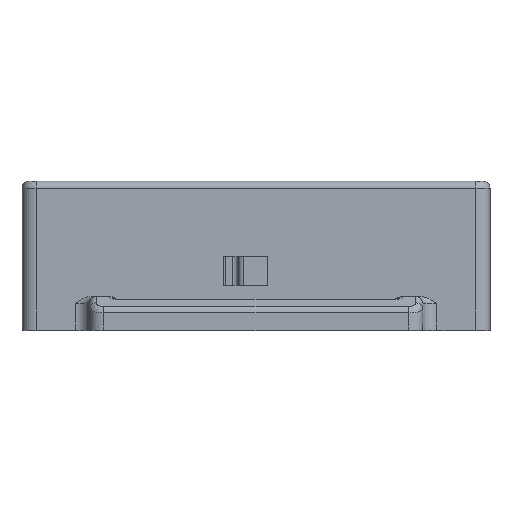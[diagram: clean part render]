
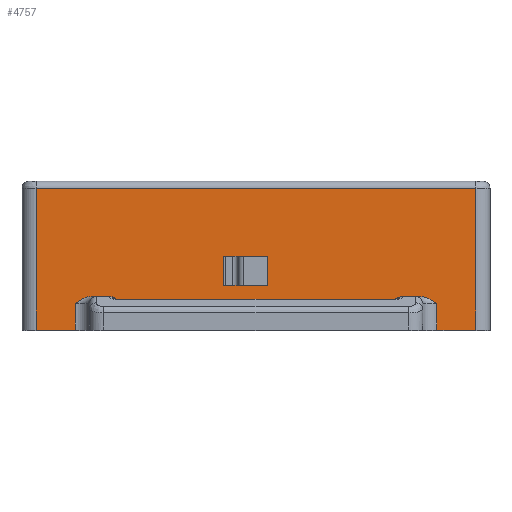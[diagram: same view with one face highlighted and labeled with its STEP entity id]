
A CAD part, top view. The second image highlights one B-rep face of the part: STEP entity #4757.
In plain terms, the highlighted planar face has unit normal (0, 0, 1).
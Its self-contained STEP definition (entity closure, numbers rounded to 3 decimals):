
#48=B_SPLINE_CURVE_WITH_KNOTS('',3,(#7801,#7802,#7803,#7804,#7805,#7806),
 .UNSPECIFIED.,.F.,.F.,(4,2,4),(0.283,0.338,0.401),
 .UNSPECIFIED.);
#50=B_SPLINE_CURVE_WITH_KNOTS('',3,(#7857,#7858,#7859,#7860,#7861,#7862),
 .UNSPECIFIED.,.F.,.F.,(4,2,4),(0.,0.062,0.117),
 .UNSPECIFIED.);
#57=B_SPLINE_CURVE_WITH_KNOTS('',3,(#8100,#8101,#8102,#8103,#8104,#8105),
 .UNSPECIFIED.,.F.,.F.,(4,2,4),(0.,0.146,0.234),
 .UNSPECIFIED.);
#58=B_SPLINE_CURVE_WITH_KNOTS('',3,(#8180,#8181,#8182,#8183,#8184,#8185),
 .UNSPECIFIED.,.F.,.F.,(4,2,4),(0.567,0.656,0.801),
 .UNSPECIFIED.);
#82=FACE_BOUND('',#714,.T.);
#201=PLANE('',#5252);
#438=FACE_OUTER_BOUND('',#713,.T.);
#713=EDGE_LOOP('',(#4111,#4112,#4113,#4114,#4115,#4116,#4117,#4118,#4119,
#4120,#4121,#4122,#4123,#4124,#4125,#4126));
#714=EDGE_LOOP('',(#4127,#4128,#4129,#4130));
#1025=LINE('',#7548,#1451);
#1029=LINE('',#7556,#1455);
#1032=LINE('',#7562,#1458);
#1035=LINE('',#7567,#1461);
#1087=LINE('',#7872,#1513);
#1092=LINE('',#7887,#1518);
#1147=LINE('',#8352,#1573);
#1149=LINE('',#8357,#1575);
#1151=LINE('',#8363,#1577);
#1152=LINE('',#8365,#1578);
#1153=LINE('',#8367,#1579);
#1154=LINE('',#8369,#1580);
#1155=LINE('',#8370,#1581);
#1156=LINE('',#8372,#1582);
#1157=LINE('',#8374,#1583);
#1158=LINE('',#8375,#1584);
#1451=VECTOR('',#6079,10.);
#1455=VECTOR('',#6085,10.);
#1458=VECTOR('',#6090,10.);
#1461=VECTOR('',#6095,10.);
#1513=VECTOR('',#6301,10.);
#1518=VECTOR('',#6314,10.);
#1573=VECTOR('',#6555,10.);
#1575=VECTOR('',#6561,10.);
#1577=VECTOR('',#6567,10.);
#1578=VECTOR('',#6568,10.);
#1579=VECTOR('',#6569,10.);
#1580=VECTOR('',#6570,10.);
#1581=VECTOR('',#6571,10.);
#1582=VECTOR('',#6572,10.);
#1583=VECTOR('',#6573,10.);
#1584=VECTOR('',#6574,10.);
#2137=VERTEX_POINT('',#7546);
#2138=VERTEX_POINT('',#7547);
#2141=VERTEX_POINT('',#7555);
#2143=VERTEX_POINT('',#7561);
#2193=VERTEX_POINT('',#7799);
#2194=VERTEX_POINT('',#7800);
#2198=VERTEX_POINT('',#7855);
#2199=VERTEX_POINT('',#7856);
#2202=VERTEX_POINT('',#7870);
#2208=VERTEX_POINT('',#7886);
#2245=VERTEX_POINT('',#8099);
#2252=VERTEX_POINT('',#8178);
#2283=VERTEX_POINT('',#8350);
#2284=VERTEX_POINT('',#8356);
#2286=VERTEX_POINT('',#8362);
#2287=VERTEX_POINT('',#8364);
#2288=VERTEX_POINT('',#8366);
#2289=VERTEX_POINT('',#8368);
#2290=VERTEX_POINT('',#8371);
#2291=VERTEX_POINT('',#8373);
#2704=EDGE_CURVE('',#2137,#2138,#1025,.T.);
#2708=EDGE_CURVE('',#2141,#2137,#1029,.T.);
#2711=EDGE_CURVE('',#2143,#2141,#1032,.T.);
#2714=EDGE_CURVE('',#2138,#2143,#1035,.T.);
#2796=EDGE_CURVE('',#2193,#2194,#48,.F.);
#2805=EDGE_CURVE('',#2198,#2199,#50,.F.);
#2811=EDGE_CURVE('',#2198,#2202,#1087,.T.);
#2818=EDGE_CURVE('',#2208,#2194,#1092,.T.);
#2869=EDGE_CURVE('',#2208,#2245,#57,.F.);
#2883=EDGE_CURVE('',#2252,#2202,#58,.F.);
#2938=EDGE_CURVE('',#2283,#2252,#1147,.T.);
#2940=EDGE_CURVE('',#2245,#2284,#1149,.T.);
#2943=EDGE_CURVE('',#2283,#2286,#1151,.T.);
#2944=EDGE_CURVE('',#2286,#2287,#1152,.T.);
#2945=EDGE_CURVE('',#2288,#2287,#1153,.T.);
#2946=EDGE_CURVE('',#2289,#2288,#1154,.T.);
#2947=EDGE_CURVE('',#2289,#2284,#1155,.T.);
#2948=EDGE_CURVE('',#2290,#2193,#1156,.T.);
#2949=EDGE_CURVE('',#2290,#2291,#1157,.T.);
#2950=EDGE_CURVE('',#2199,#2291,#1158,.T.);
#4111=ORIENTED_EDGE('',*,*,#2938,.F.);
#4112=ORIENTED_EDGE('',*,*,#2943,.T.);
#4113=ORIENTED_EDGE('',*,*,#2944,.T.);
#4114=ORIENTED_EDGE('',*,*,#2945,.F.);
#4115=ORIENTED_EDGE('',*,*,#2946,.F.);
#4116=ORIENTED_EDGE('',*,*,#2947,.T.);
#4117=ORIENTED_EDGE('',*,*,#2940,.F.);
#4118=ORIENTED_EDGE('',*,*,#2869,.F.);
#4119=ORIENTED_EDGE('',*,*,#2818,.T.);
#4120=ORIENTED_EDGE('',*,*,#2796,.F.);
#4121=ORIENTED_EDGE('',*,*,#2948,.F.);
#4122=ORIENTED_EDGE('',*,*,#2949,.T.);
#4123=ORIENTED_EDGE('',*,*,#2950,.F.);
#4124=ORIENTED_EDGE('',*,*,#2805,.F.);
#4125=ORIENTED_EDGE('',*,*,#2811,.T.);
#4126=ORIENTED_EDGE('',*,*,#2883,.F.);
#4127=ORIENTED_EDGE('',*,*,#2704,.T.);
#4128=ORIENTED_EDGE('',*,*,#2714,.T.);
#4129=ORIENTED_EDGE('',*,*,#2711,.T.);
#4130=ORIENTED_EDGE('',*,*,#2708,.T.);
#4757=ADVANCED_FACE('',(#438,#82),#201,.T.);
#5252=AXIS2_PLACEMENT_3D('',#8361,#6565,#6566);
#6079=DIRECTION('',(0.,-1.,0.));
#6085=DIRECTION('',(1.,0.,0.));
#6090=DIRECTION('',(0.,1.,0.));
#6095=DIRECTION('',(-1.,0.,0.));
#6301=DIRECTION('',(1.,0.,0.));
#6314=DIRECTION('',(1.,0.,0.));
#6555=DIRECTION('',(0.,1.,0.));
#6561=DIRECTION('',(0.,-1.,0.));
#6565=DIRECTION('center_axis',(0.,0.,1.));
#6566=DIRECTION('ref_axis',(1.,0.,0.));
#6567=DIRECTION('',(1.,0.,0.));
#6568=DIRECTION('',(0.,1.,0.));
#6569=DIRECTION('',(1.,0.,0.));
#6570=DIRECTION('',(0.,1.,0.));
#6571=DIRECTION('',(1.,0.,0.));
#6572=DIRECTION('',(0.,1.,0.));
#6573=DIRECTION('',(1.,0.,0.));
#6574=DIRECTION('',(0.,-1.,0.));
#7546=CARTESIAN_POINT('',(34.65,10.45,48.));
#7547=CARTESIAN_POINT('',(34.65,6.35,48.));
#7548=CARTESIAN_POINT('',(34.65,5.225,48.));
#7555=CARTESIAN_POINT('',(28.45,10.45,48.));
#7556=CARTESIAN_POINT('',(15.225,10.45,48.));
#7561=CARTESIAN_POINT('',(28.45,6.35,48.));
#7562=CARTESIAN_POINT('',(28.45,3.175,48.));
#7567=CARTESIAN_POINT('',(18.325,6.35,48.));
#7799=CARTESIAN_POINT('',(13.5,4.232,48.));
#7800=CARTESIAN_POINT('',(12.382,4.732,48.));
#7801=CARTESIAN_POINT('Ctrl Pts',(12.382,4.732,48.));
#7802=CARTESIAN_POINT('Ctrl Pts',(12.565,4.732,48.));
#7803=CARTESIAN_POINT('Ctrl Pts',(12.775,4.666,48.));
#7804=CARTESIAN_POINT('Ctrl Pts',(13.126,4.494,48.));
#7805=CARTESIAN_POINT('Ctrl Pts',(13.33,4.352,48.));
#7806=CARTESIAN_POINT('Ctrl Pts',(13.5,4.232,48.));
#7855=CARTESIAN_POINT('',(53.618,4.732,48.));
#7856=CARTESIAN_POINT('',(52.5,4.232,48.));
#7857=CARTESIAN_POINT('Ctrl Pts',(52.5,4.232,48.));
#7858=CARTESIAN_POINT('Ctrl Pts',(52.67,4.352,48.));
#7859=CARTESIAN_POINT('Ctrl Pts',(52.874,4.494,48.));
#7860=CARTESIAN_POINT('Ctrl Pts',(53.225,4.666,48.));
#7861=CARTESIAN_POINT('Ctrl Pts',(53.435,4.732,48.));
#7862=CARTESIAN_POINT('Ctrl Pts',(53.618,4.732,48.));
#7870=CARTESIAN_POINT('',(56.264,4.732,48.));
#7872=CARTESIAN_POINT('',(1.,4.732,48.));
#7886=CARTESIAN_POINT('',(9.736,4.732,48.));
#7887=CARTESIAN_POINT('',(1.,4.732,48.));
#8099=CARTESIAN_POINT('',(7.5,3.732,48.));
#8100=CARTESIAN_POINT('Ctrl Pts',(7.5,3.732,48.));
#8101=CARTESIAN_POINT('Ctrl Pts',(7.897,4.012,48.));
#8102=CARTESIAN_POINT('Ctrl Pts',(8.375,4.344,48.));
#8103=CARTESIAN_POINT('Ctrl Pts',(9.097,4.644,48.));
#8104=CARTESIAN_POINT('Ctrl Pts',(9.44,4.732,48.));
#8105=CARTESIAN_POINT('Ctrl Pts',(9.736,4.732,48.));
#8178=CARTESIAN_POINT('',(58.5,3.732,48.));
#8180=CARTESIAN_POINT('Ctrl Pts',(56.264,4.732,48.));
#8181=CARTESIAN_POINT('Ctrl Pts',(56.56,4.732,48.));
#8182=CARTESIAN_POINT('Ctrl Pts',(56.903,4.644,48.));
#8183=CARTESIAN_POINT('Ctrl Pts',(57.625,4.344,48.));
#8184=CARTESIAN_POINT('Ctrl Pts',(58.103,4.012,48.));
#8185=CARTESIAN_POINT('Ctrl Pts',(58.5,3.732,48.));
#8350=CARTESIAN_POINT('',(58.5,0.,48.));
#8352=CARTESIAN_POINT('',(58.5,1.183,48.));
#8356=CARTESIAN_POINT('',(7.5,0.,48.));
#8357=CARTESIAN_POINT('',(7.5,1.183,48.));
#8361=CARTESIAN_POINT('Origin',(2.,0.,48.));
#8362=CARTESIAN_POINT('',(64.,0.,48.));
#8363=CARTESIAN_POINT('',(2.,0.,48.));
#8364=CARTESIAN_POINT('',(64.,20.,48.));
#8365=CARTESIAN_POINT('',(64.,0.,48.));
#8366=CARTESIAN_POINT('',(2.,20.,48.));
#8367=CARTESIAN_POINT('',(17.5,20.,48.));
#8368=CARTESIAN_POINT('',(2.,0.,48.));
#8369=CARTESIAN_POINT('',(2.,0.,48.));
#8370=CARTESIAN_POINT('',(2.,0.,48.));
#8371=CARTESIAN_POINT('',(13.5,0.,48.));
#8372=CARTESIAN_POINT('',(13.5,1.183,48.));
#8373=CARTESIAN_POINT('',(52.5,0.,48.));
#8374=CARTESIAN_POINT('',(2.,0.,48.));
#8375=CARTESIAN_POINT('',(52.5,1.183,48.));
